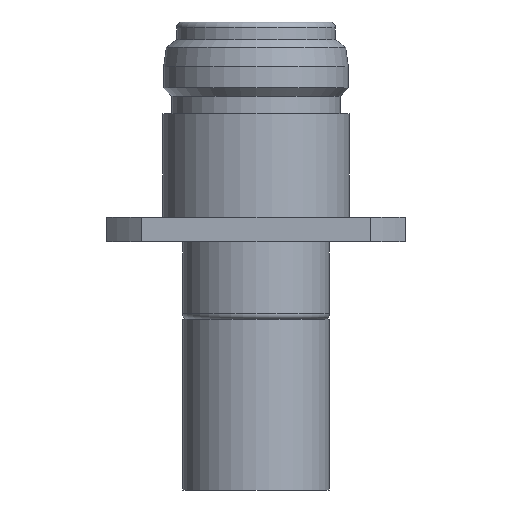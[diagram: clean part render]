
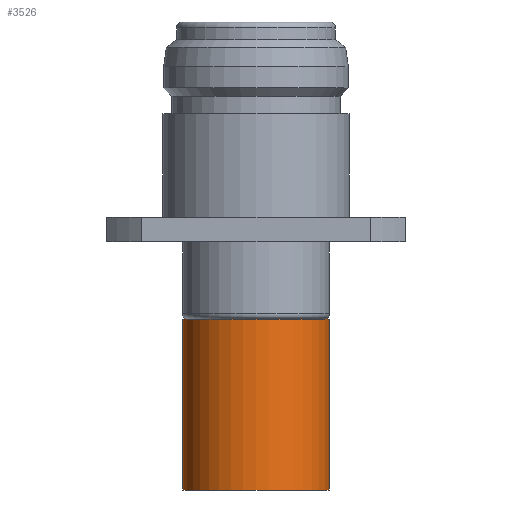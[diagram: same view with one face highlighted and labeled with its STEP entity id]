
A CAD part, front view. The second image highlights one B-rep face of the part: STEP entity #3526.
In plain terms, the highlighted cylindrical face has radius 6.225 mm (diameter 12.45 mm), a partial arc.
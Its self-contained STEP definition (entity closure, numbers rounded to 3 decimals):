
#69 = DIRECTION ( 'NONE',  ( 0., 0., 1. ) ) ;
#192 = CARTESIAN_POINT ( 'NONE',  ( 0., 0., -39.8 ) ) ;
#235 = EDGE_CURVE ( 'NONE', #969, #2325, #957, .T. ) ;
#366 = VECTOR ( 'NONE', #1536, 1000. ) ;
#520 = DIRECTION ( 'NONE',  ( 1., 0., 0. ) ) ;
#957 = LINE ( 'NONE', #3777, #2745 ) ;
#969 = VERTEX_POINT ( 'NONE', #2957 ) ;
#1089 = CYLINDRICAL_SURFACE ( 'NONE', #1923, 6.225 ) ;
#1153 = CIRCLE ( 'NONE', #1816, 6.225 ) ;
#1243 = LINE ( 'NONE', #1888, #366 ) ;
#1269 = EDGE_CURVE ( 'NONE', #3860, #2325, #3135, .T. ) ;
#1359 = EDGE_CURVE ( 'NONE', #2499, #3860, #1243, .T. ) ;
#1536 = DIRECTION ( 'NONE',  ( 0., 0., 1. ) ) ;
#1620 = CARTESIAN_POINT ( 'NONE',  ( 6.225, 0., -25.3 ) ) ;
#1816 = AXIS2_PLACEMENT_3D ( 'NONE', #192, #2535, #520 ) ;
#1888 = CARTESIAN_POINT ( 'NONE',  ( -6.225, 0., -23.89 ) ) ;
#1923 = AXIS2_PLACEMENT_3D ( 'NONE', #2041, #2390, #4075 ) ;
#1965 = ORIENTED_EDGE ( 'NONE', *, *, #1359, .F. ) ;
#2041 = CARTESIAN_POINT ( 'NONE',  ( 0., 0., -23.89 ) ) ;
#2302 = FACE_OUTER_BOUND ( 'NONE', #3067, .T. ) ;
#2325 = VERTEX_POINT ( 'NONE', #1620 ) ;
#2390 = DIRECTION ( 'NONE',  ( 0., 0., 1. ) ) ;
#2439 = DIRECTION ( 'NONE',  ( 1., 0., 0. ) ) ;
#2475 = CARTESIAN_POINT ( 'NONE',  ( 0., 0., -25.3 ) ) ;
#2499 = VERTEX_POINT ( 'NONE', #4056 ) ;
#2535 = DIRECTION ( 'NONE',  ( 0., 0., 1. ) ) ;
#2745 = VECTOR ( 'NONE', #69, 1000. ) ;
#2936 = EDGE_CURVE ( 'NONE', #2499, #969, #1153, .T. ) ;
#2957 = CARTESIAN_POINT ( 'NONE',  ( 6.225, 0., -39.8 ) ) ;
#3067 = EDGE_LOOP ( 'NONE', ( #1965, #3328, #3321, #3960 ) ) ;
#3099 = CARTESIAN_POINT ( 'NONE',  ( -6.225, 0., -25.3 ) ) ;
#3135 = CIRCLE ( 'NONE', #3434, 6.225 ) ;
#3321 = ORIENTED_EDGE ( 'NONE', *, *, #235, .T. ) ;
#3328 = ORIENTED_EDGE ( 'NONE', *, *, #2936, .T. ) ;
#3434 = AXIS2_PLACEMENT_3D ( 'NONE', #2475, #3485, #2439 ) ;
#3485 = DIRECTION ( 'NONE',  ( 0., 0., 1. ) ) ;
#3526 = ADVANCED_FACE ( 'NONE', ( #2302 ), #1089, .T. ) ;
#3777 = CARTESIAN_POINT ( 'NONE',  ( 6.225, 0., -23.89 ) ) ;
#3860 = VERTEX_POINT ( 'NONE', #3099 ) ;
#3960 = ORIENTED_EDGE ( 'NONE', *, *, #1269, .F. ) ;
#4056 = CARTESIAN_POINT ( 'NONE',  ( -6.225, 0., -39.8 ) ) ;
#4075 = DIRECTION ( 'NONE',  ( 1., 0., 0. ) ) ;
